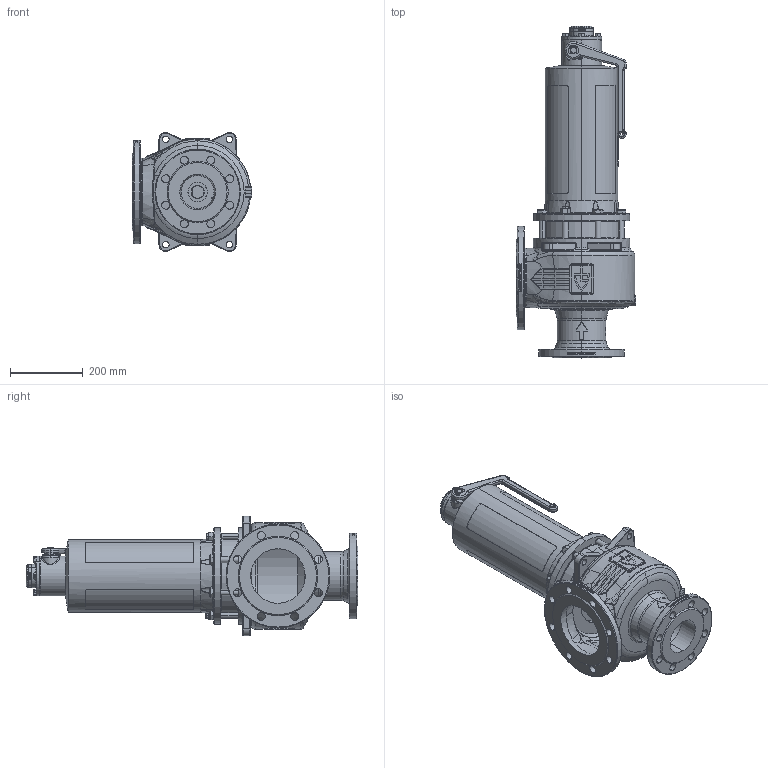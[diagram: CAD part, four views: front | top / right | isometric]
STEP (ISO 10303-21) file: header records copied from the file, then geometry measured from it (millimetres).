
FILE_DESCRIPTION (( 'STEP AP214' ), '1' );
FILE_NAME ('455TBGFL_100_FLFL_100150_MD.STEP', '2020-09-01T08:29:16', ( '' ), ( '' ), 'SwSTEP 2.0', 'SolidWorks 2020', '' );
FILE_SCHEMA (( 'AUTOMOTIVE_DESIGN' ));
Length unit declared in the file: millimetre
Products named in the file (1): 455TBGFL_100_FLFL_100150_MD
Bounding box: 329 x 913 x 327.98 mm (x, y, z)
Volume: 8062501.2 mm3; surface area: 1783636.8 mm2
Topology: 26 solids, 26 shells, 2414 faces, 6475 edges, 4253 vertices
Faces by surface type: bspline 696, cylinder 649, plane 580, cone 288, torus 182, sphere 19
Entity records: 186131 total; most frequent: CARTESIAN_POINT 103716, ORIENTED_EDGE 12820, DIRECTION 9992, EDGE_CURVE 6410, VERTEX_POINT 4253, AXIS2_PLACEMENT_3D 4080, EDGE_LOOP 2731, UNCERTAINTY_MEASURE_WITH_UNIT 2421
